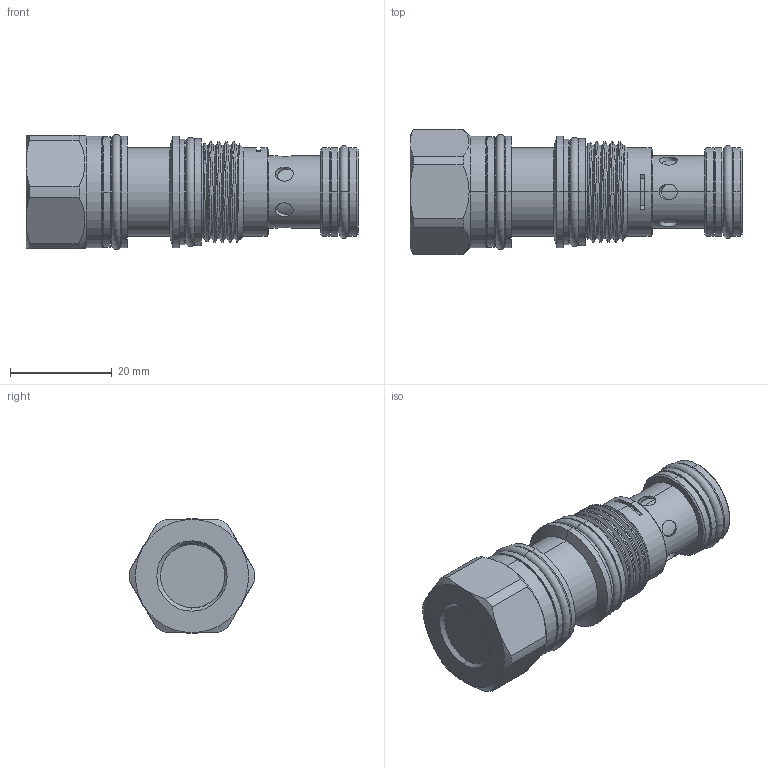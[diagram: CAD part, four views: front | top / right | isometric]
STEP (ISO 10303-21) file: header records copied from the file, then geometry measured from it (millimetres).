
FILE_DESCRIPTION (( 'STEP AP203' ), '1' );
FILE_NAME ('CO11A20-G02.STEP', '2023-02-17T06:35:08', ( '' ), ( '' ), 'SwSTEP 2.0', 'SolidWorks 2018', '' );
FILE_SCHEMA (( 'CONFIG_CONTROL_DESIGN' ));
Length unit declared in the file: millimetre
Products named in the file (1): CO11A20-G02
Bounding box: 65.12 x 24.59 x 22.55 mm (x, y, z)
Volume: 18699.5 mm3; surface area: 6225.9 mm2
Topology: 1 solids, 1 shells, 159 faces, 370 edges, 235 vertices
Faces by surface type: cylinder 78, cone 31, plane 28, torus 16, bspline 6
Entity records: 7642 total; most frequent: CARTESIAN_POINT 4008, DIRECTION 755, ORIENTED_EDGE 740, EDGE_CURVE 370, AXIS2_PLACEMENT_3D 325, VERTEX_POINT 235, EDGE_LOOP 181, CIRCLE 171
